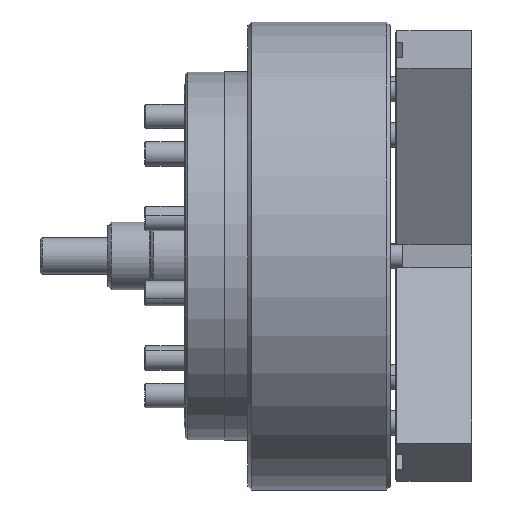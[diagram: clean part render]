
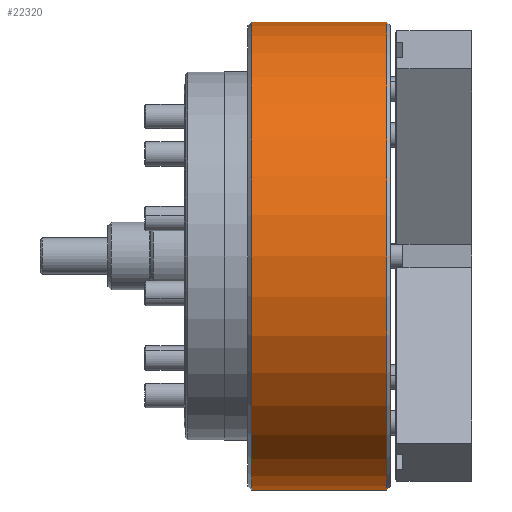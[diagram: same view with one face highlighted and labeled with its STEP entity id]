
A CAD part, front view. The second image highlights one B-rep face of the part: STEP entity #22320.
In plain terms, the highlighted cylindrical face has radius 190.5 mm (diameter 381 mm), a partial arc.
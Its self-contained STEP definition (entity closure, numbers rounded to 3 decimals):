
#14593 = VECTOR ( 'NONE', #15796, 1000. ) ;
#14609 = VECTOR ( 'NONE', #15837, 1000. ) ;
#15779 = LINE ( 'NONE', #15794, #14593 ) ;
#15794 = CARTESIAN_POINT ( 'NONE',  ( 0., 0., 190.5 ) ) ;
#15796 = DIRECTION ( 'NONE',  ( 1., 0., 0. ) ) ;
#15835 = LINE ( 'NONE', #15836, #14609 ) ;
#15836 = CARTESIAN_POINT ( 'NONE',  ( 0., 0., -190.5 ) ) ;
#15837 = DIRECTION ( 'NONE',  ( 1., 0., 0. ) ) ;
#17867 = CARTESIAN_POINT ( 'NONE',  ( -3., 0., 190.5 ) ) ;
#17907 = CARTESIAN_POINT ( 'NONE',  ( -113., 0., 190.5 ) ) ;
#17936 = CARTESIAN_POINT ( 'NONE',  ( -113., 0., -190.5 ) ) ;
#18026 = CARTESIAN_POINT ( 'NONE',  ( -3., 0., -190.5 ) ) ;
#19849 = ORIENTED_EDGE ( 'NONE', *, *, #28232, .F. ) ;
#20207 = ORIENTED_EDGE ( 'NONE', *, *, #20448, .T. ) ;
#20250 = ORIENTED_EDGE ( 'NONE', *, *, #20449, .F. ) ;
#20306 = ORIENTED_EDGE ( 'NONE', *, *, #28245, .T. ) ;
#20448 = EDGE_CURVE ( 'NONE', #30750, #30779, #21005, .T. ) ;
#20449 = EDGE_CURVE ( 'NONE', #30710, #30864, #21013, .T. ) ;
#21005 = CIRCLE ( 'NONE', #21023, 190.5 ) ;
#21013 = CIRCLE ( 'NONE', #21031, 190.5 ) ;
#21023 = AXIS2_PLACEMENT_3D ( 'NONE', #34612, #34613, #34614 ) ;
#21031 = AXIS2_PLACEMENT_3D ( 'NONE', #34615, #34616, #34617 ) ;
#21641 = AXIS2_PLACEMENT_3D ( 'NONE', #36494, #36483, #36497 ) ;
#22320 = ADVANCED_FACE ( 'NONE', ( #36493 ), #36496, .T. ) ;
#23408 = EDGE_LOOP ( 'NONE', ( #19849, #20207, #20306, #20250 ) ) ;
#28232 = EDGE_CURVE ( 'NONE', #30750, #30710, #15779, .T. ) ;
#28245 = EDGE_CURVE ( 'NONE', #30779, #30864, #15835, .T. ) ;
#30710 = VERTEX_POINT ( 'NONE', #17867 ) ;
#30750 = VERTEX_POINT ( 'NONE', #17907 ) ;
#30779 = VERTEX_POINT ( 'NONE', #17936 ) ;
#30864 = VERTEX_POINT ( 'NONE', #18026 ) ;
#34612 = CARTESIAN_POINT ( 'NONE',  ( -113., 0., 0. ) ) ;
#34613 = DIRECTION ( 'NONE',  ( 1., 0., 0. ) ) ;
#34614 = DIRECTION ( 'NONE',  ( 0., 0., -1. ) ) ;
#34615 = CARTESIAN_POINT ( 'NONE',  ( -3., 0., 0. ) ) ;
#34616 = DIRECTION ( 'NONE',  ( 1., 0., 0. ) ) ;
#34617 = DIRECTION ( 'NONE',  ( 0., 0., -1. ) ) ;
#36483 = DIRECTION ( 'NONE',  ( 1., 0., 0. ) ) ;
#36493 = FACE_OUTER_BOUND ( 'NONE', #23408, .T. ) ;
#36494 = CARTESIAN_POINT ( 'NONE',  ( 0., 0., 0. ) ) ;
#36496 = CYLINDRICAL_SURFACE ( 'NONE', #21641, 190.5 ) ;
#36497 = DIRECTION ( 'NONE',  ( 0., 0., -1. ) ) ;
